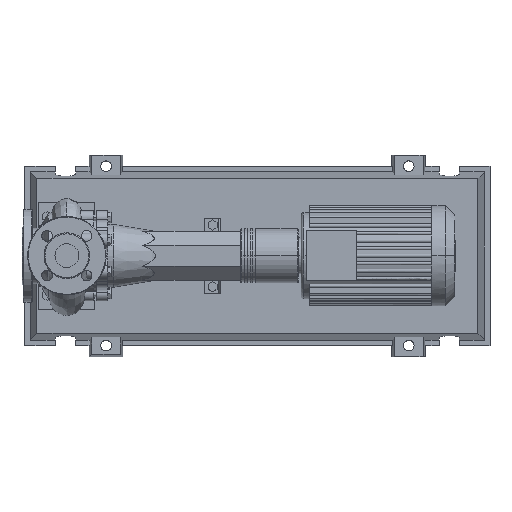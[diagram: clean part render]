
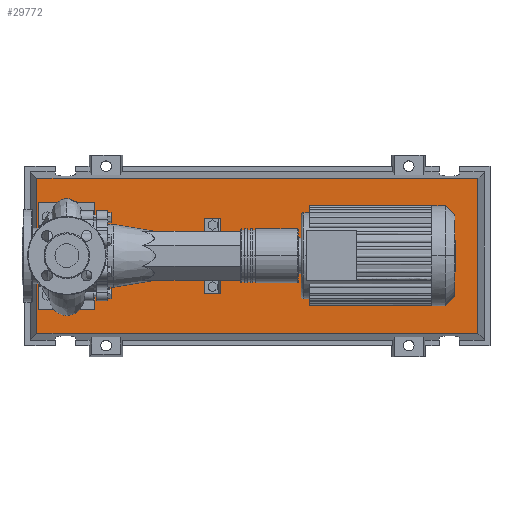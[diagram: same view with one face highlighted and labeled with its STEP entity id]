
A CAD part, top view. The second image highlights one B-rep face of the part: STEP entity #29772.
In plain terms, the highlighted planar face has unit normal (0, 0, 1).
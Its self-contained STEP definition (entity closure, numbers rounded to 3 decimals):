
#29453=CARTESIAN_POINT('',(733.292,-138.292,83.0));
#29454=VERTEX_POINT('',#29453);
#29461=CARTESIAN_POINT('',(-53.292,-138.292,83.0));
#29462=VERTEX_POINT('',#29461);
#29463=CARTESIAN_POINT('',(733.292,-138.292,83.0));
#29464=DIRECTION('',(-1.0,0.0,0.0));
#29465=VECTOR('',#29464,786.584);
#29466=LINE('',#29463,#29465);
#29467=EDGE_CURVE('',#29454,#29462,#29466,.T.);
#29685=CARTESIAN_POINT('',(733.292,138.292,83.0));
#29686=VERTEX_POINT('',#29685);
#29687=CARTESIAN_POINT('',(733.292,138.292,83.0));
#29688=DIRECTION('',(0.0,-1.0,0.0));
#29689=VECTOR('',#29688,276.584);
#29690=LINE('',#29687,#29689);
#29691=EDGE_CURVE('',#29686,#29454,#29690,.T.);
#29709=CARTESIAN_POINT('',(-53.292,138.292,83.0));
#29710=VERTEX_POINT('',#29709);
#29711=CARTESIAN_POINT('',(-53.292,-138.292,83.0));
#29712=DIRECTION('',(0.0,1.0,0.0));
#29713=VECTOR('',#29712,276.584);
#29714=LINE('',#29711,#29713);
#29715=EDGE_CURVE('',#29462,#29710,#29714,.T.);
#29748=CARTESIAN_POINT('',(-53.292,138.292,83.0));
#29749=DIRECTION('',(1.0,0.0,0.0));
#29750=VECTOR('',#29749,786.584);
#29751=LINE('',#29748,#29750);
#29752=EDGE_CURVE('',#29710,#29686,#29751,.T.);
#29761=CARTESIAN_POINT('',(340.,0.,83.0));
#29762=DIRECTION('',(0.0,0.0,1.0));
#29763=DIRECTION('',(1.0,0.0,0.0));
#29764=AXIS2_PLACEMENT_3D('',#29761,#29762,#29763);
#29765=PLANE('',#29764);
#29766=ORIENTED_EDGE('',*,*,#29691,.F.);
#29767=ORIENTED_EDGE('',*,*,#29752,.F.);
#29768=ORIENTED_EDGE('',*,*,#29715,.F.);
#29769=ORIENTED_EDGE('',*,*,#29467,.F.);
#29770=EDGE_LOOP('',(#29766,#29767,#29768,#29769));
#29771=FACE_OUTER_BOUND('',#29770,.T.);
#29772=ADVANCED_FACE('',(#29771),#29765,.T.);
